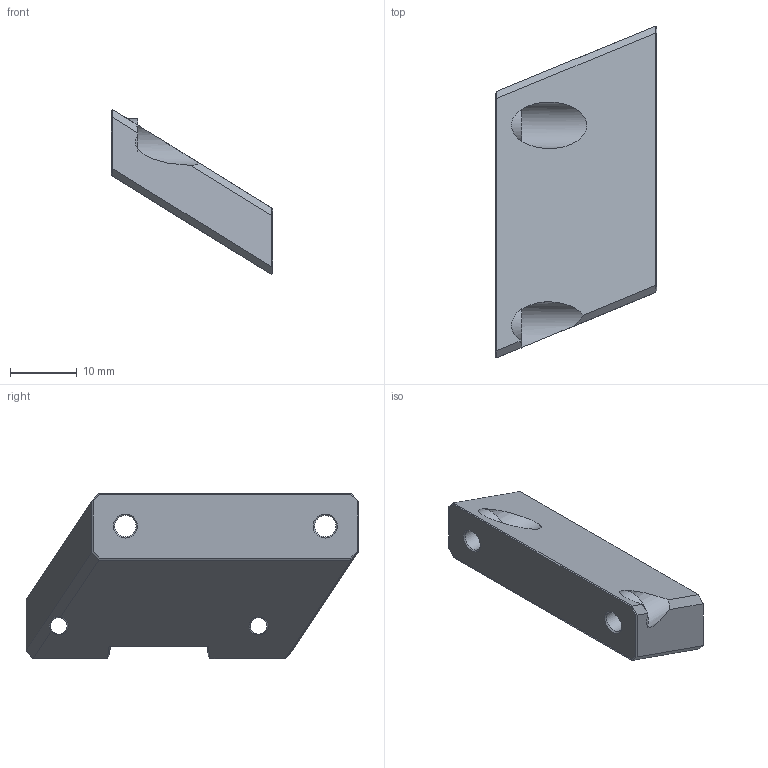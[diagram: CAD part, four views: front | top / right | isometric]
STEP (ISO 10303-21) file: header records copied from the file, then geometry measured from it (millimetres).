
FILE_DESCRIPTION(/* description */ (''),/* implementation_level */ '2;1');
FILE_NAME(/* name */ 'TC-V6-HEMERA-DOCK-BRACE-V2.step',/* time_stamp */ '2021-03-01T11:33:01+00:00',/* author */ (''),/* organization */ (''),/* preprocessor_version */ 'ST-DEVELOPER v18.1',/* originating_system */ 'Autodesk Translation Framework v9.7.1.1290',/* authorisation */ '');
FILE_SCHEMA (('AUTOMOTIVE_DESIGN { 1 0 10303 214 3 1 1 }'));
Length unit declared in the file: millimetre
Products named in the file (1): TC-V6-HEMERA-DOCK-BRACE
Bounding box: 24.25 x 49.85 x 24.79 mm (x, y, z)
Volume: 8984.4 mm3; surface area: 3719 mm2
Topology: 1 solids, 1 shells, 55 faces, 143 edges, 90 vertices
Faces by surface type: plane 33, cylinder 10, cone 7, bspline 5
Full cylindrical faces by diameter (mm): 2.5 x2, 3.2 x2
Entity records: 1965 total; most frequent: CARTESIAN_POINT 606, ORIENTED_EDGE 286, DIRECTION 249, EDGE_CURVE 143, LINE 91, VECTOR 91, VERTEX_POINT 90, AXIS2_PLACEMENT_3D 79
